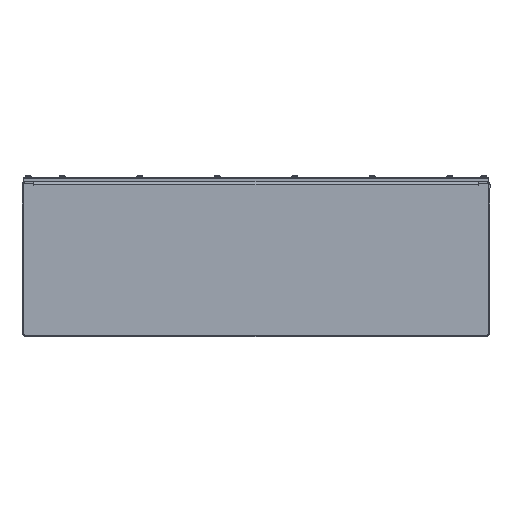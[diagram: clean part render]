
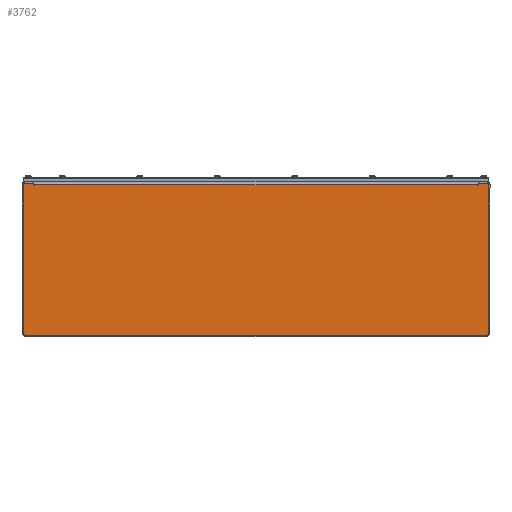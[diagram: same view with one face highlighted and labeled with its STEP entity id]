
A CAD part, front view. The second image highlights one B-rep face of the part: STEP entity #3762.
In plain terms, the highlighted face is planar.
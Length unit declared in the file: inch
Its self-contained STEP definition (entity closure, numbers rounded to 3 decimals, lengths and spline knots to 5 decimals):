
#529=PLANE('',#4030);
#655=LINE('',#5838,#873);
#670=LINE('',#5875,#888);
#680=LINE('',#5900,#898);
#683=LINE('',#5908,#901);
#685=LINE('',#5912,#903);
#686=LINE('',#5914,#904);
#687=LINE('',#5916,#905);
#688=LINE('',#5917,#906);
#873=VECTOR('',#4672,34.396);
#888=VECTOR('',#4711,0.14063);
#898=VECTOR('',#4733,0.79175);
#901=VECTOR('',#4742,0.14063);
#903=VECTOR('',#4746,0.79175);
#904=VECTOR('',#4747,11.792);
#905=VECTOR('',#4748,36.042);
#906=VECTOR('',#4749,11.792);
#1249=FACE_OUTER_BOUND('',#1501,.T.);
#1501=EDGE_LOOP('',(#2926,#2927,#2928,#2929,#2930,#2931,#2932,#2933,#2934,
#2935));
#1778=CIRCLE('',#4022,0.01562);
#1781=CIRCLE('',#4028,0.01562);
#1982=VERTEX_POINT('',#5835);
#1983=VERTEX_POINT('',#5837);
#1992=VERTEX_POINT('',#5873);
#1993=VERTEX_POINT('',#5874);
#2002=VERTEX_POINT('',#5899);
#2003=VERTEX_POINT('',#5903);
#2004=VERTEX_POINT('',#5907);
#2005=VERTEX_POINT('',#5911);
#2006=VERTEX_POINT('',#5913);
#2007=VERTEX_POINT('',#5915);
#2322=EDGE_CURVE('',#1983,#1982,#655,.T.);
#2340=EDGE_CURVE('',#1992,#1993,#670,.T.);
#2344=EDGE_CURVE('',#1993,#1983,#1778,.T.);
#2353=EDGE_CURVE('',#1992,#2002,#680,.T.);
#2355=EDGE_CURVE('',#1982,#2003,#1781,.T.);
#2357=EDGE_CURVE('',#2003,#2004,#683,.T.);
#2359=EDGE_CURVE('',#2005,#2004,#685,.T.);
#2360=EDGE_CURVE('',#2006,#2005,#686,.T.);
#2361=EDGE_CURVE('',#2007,#2006,#687,.T.);
#2362=EDGE_CURVE('',#2002,#2007,#688,.T.);
#2926=ORIENTED_EDGE('',*,*,#2344,.T.);
#2927=ORIENTED_EDGE('',*,*,#2322,.T.);
#2928=ORIENTED_EDGE('',*,*,#2355,.T.);
#2929=ORIENTED_EDGE('',*,*,#2357,.T.);
#2930=ORIENTED_EDGE('',*,*,#2359,.F.);
#2931=ORIENTED_EDGE('',*,*,#2360,.F.);
#2932=ORIENTED_EDGE('',*,*,#2361,.F.);
#2933=ORIENTED_EDGE('',*,*,#2362,.F.);
#2934=ORIENTED_EDGE('',*,*,#2353,.F.);
#2935=ORIENTED_EDGE('',*,*,#2340,.T.);
#3762=ADVANCED_FACE('',(#1249),#529,.T.);
#4022=AXIS2_PLACEMENT_3D('',#5882,#4717,#4718);
#4028=AXIS2_PLACEMENT_3D('',#5904,#4737,#4738);
#4030=AXIS2_PLACEMENT_3D('',#5910,#4744,#4745);
#4672=DIRECTION('',(1.,0.,0.));
#4711=DIRECTION('',(0.,1.,0.));
#4717=DIRECTION('center_axis',(0.,0.,-1.));
#4718=DIRECTION('ref_axis',(1.,0.,0.));
#4733=DIRECTION('',(-1.,0.,0.));
#4737=DIRECTION('center_axis',(0.,0.,-1.));
#4738=DIRECTION('ref_axis',(-1.,0.,0.));
#4742=DIRECTION('',(0.,-1.,0.));
#4744=DIRECTION('center_axis',(0.,0.,1.));
#4745=DIRECTION('ref_axis',(1.,0.,0.));
#4746=DIRECTION('',(-1.,0.,0.));
#4747=DIRECTION('',(0.,-1.,0.));
#4748=DIRECTION('',(1.,0.,0.));
#4749=DIRECTION('',(0.,1.,0.));
#5835=CARTESIAN_POINT('',(17.198,-5.75538,0.104));
#5837=CARTESIAN_POINT('',(-17.198,-5.75538,0.104));
#5838=CARTESIAN_POINT('',(-8.599,-5.75538,0.104));
#5873=CARTESIAN_POINT('',(-17.22925,-5.896,0.104));
#5874=CARTESIAN_POINT('',(-17.22925,-5.75538,0.104));
#5875=CARTESIAN_POINT('',(-17.22925,-2.948,0.104));
#5882=CARTESIAN_POINT('Origin',(-17.21363,-5.75538,0.104));
#5899=CARTESIAN_POINT('',(-18.021,-5.896,0.104));
#5900=CARTESIAN_POINT('',(18.021,-5.896,0.104));
#5903=CARTESIAN_POINT('',(17.22925,-5.75538,0.104));
#5904=CARTESIAN_POINT('Origin',(17.21363,-5.75538,0.104));
#5907=CARTESIAN_POINT('',(17.22925,-5.896,0.104));
#5908=CARTESIAN_POINT('',(17.22925,-2.87769,0.104));
#5910=CARTESIAN_POINT('Origin',(0.,0.,
0.104));
#5911=CARTESIAN_POINT('',(18.021,-5.896,0.104));
#5912=CARTESIAN_POINT('',(18.021,-5.896,0.104));
#5913=CARTESIAN_POINT('',(18.021,5.896,0.104));
#5914=CARTESIAN_POINT('',(18.021,5.896,0.104));
#5915=CARTESIAN_POINT('',(-18.021,5.896,0.104));
#5916=CARTESIAN_POINT('',(-18.021,5.896,0.104));
#5917=CARTESIAN_POINT('',(-18.021,-5.896,0.104));
